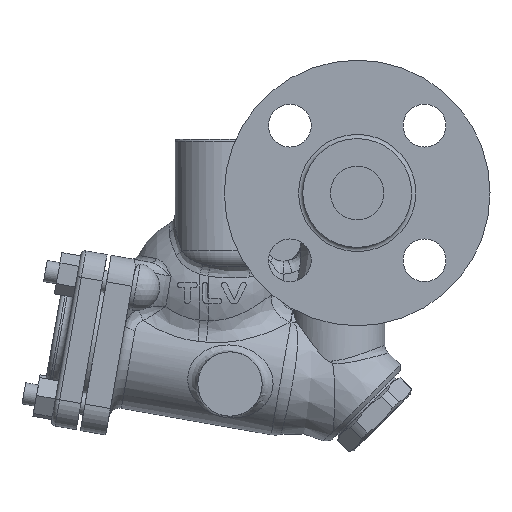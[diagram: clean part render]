
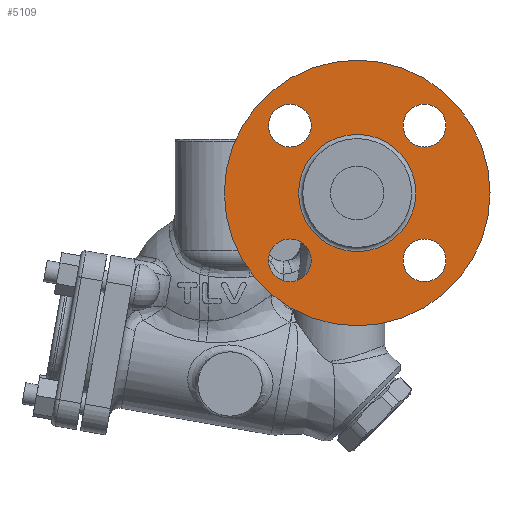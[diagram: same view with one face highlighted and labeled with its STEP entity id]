
A CAD part, front view. The second image highlights one B-rep face of the part: STEP entity #5109.
In plain terms, the highlighted planar face has unit normal (0, -1, 0).
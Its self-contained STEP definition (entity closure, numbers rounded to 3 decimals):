
#931=PLANE('',#5661);
#1030=FACE_BOUND('',#1768,.T.);
#1031=FACE_BOUND('',#1769,.T.);
#1032=FACE_BOUND('',#1770,.T.);
#1033=FACE_BOUND('',#1771,.T.);
#1034=FACE_BOUND('',#1772,.T.);
#1351=FACE_OUTER_BOUND('',#1767,.T.);
#1767=EDGE_LOOP('',(#4681));
#1768=EDGE_LOOP('',(#4682));
#1769=EDGE_LOOP('',(#4683));
#1770=EDGE_LOOP('',(#4684));
#1771=EDGE_LOOP('',(#4685));
#1772=EDGE_LOOP('',(#4686));
#2038=CIRCLE('',#5645,62.);
#2041=CIRCLE('',#5651,10.);
#2042=CIRCLE('',#5653,10.);
#2043=CIRCLE('',#5655,10.);
#2044=CIRCLE('',#5657,10.);
#2046=CIRCLE('',#5662,27.36);
#2526=VERTEX_POINT('',#11712);
#2529=VERTEX_POINT('',#11721);
#2530=VERTEX_POINT('',#11724);
#2531=VERTEX_POINT('',#11727);
#2532=VERTEX_POINT('',#11730);
#2534=VERTEX_POINT('',#11737);
#3245=EDGE_CURVE('',#2526,#2526,#2038,.T.);
#3248=EDGE_CURVE('',#2529,#2529,#2041,.T.);
#3249=EDGE_CURVE('',#2530,#2530,#2042,.T.);
#3250=EDGE_CURVE('',#2531,#2531,#2043,.T.);
#3251=EDGE_CURVE('',#2532,#2532,#2044,.T.);
#3253=EDGE_CURVE('',#2534,#2534,#2046,.T.);
#4681=ORIENTED_EDGE('',*,*,#3245,.F.);
#4682=ORIENTED_EDGE('',*,*,#3251,.T.);
#4683=ORIENTED_EDGE('',*,*,#3250,.T.);
#4684=ORIENTED_EDGE('',*,*,#3249,.T.);
#4685=ORIENTED_EDGE('',*,*,#3248,.T.);
#4686=ORIENTED_EDGE('',*,*,#3253,.F.);
#5109=ADVANCED_FACE('',(#1351,#1030,#1031,#1032,#1033,#1034),#931,.T.);
#5645=AXIS2_PLACEMENT_3D('',#11713,#6970,#6971);
#5651=AXIS2_PLACEMENT_3D('',#11722,#6982,#6983);
#5653=AXIS2_PLACEMENT_3D('',#11725,#6986,#6987);
#5655=AXIS2_PLACEMENT_3D('',#11728,#6990,#6991);
#5657=AXIS2_PLACEMENT_3D('',#11731,#6994,#6995);
#5661=AXIS2_PLACEMENT_3D('',#11736,#7002,#7003);
#5662=AXIS2_PLACEMENT_3D('',#11738,#7004,#7005);
#6970=DIRECTION('center_axis',(0.,1.,0.));
#6971=DIRECTION('ref_axis',(1.,0.,0.));
#6982=DIRECTION('center_axis',(0.,1.,0.));
#6983=DIRECTION('ref_axis',(0.,0.,
1.));
#6986=DIRECTION('center_axis',(0.,1.,0.));
#6987=DIRECTION('ref_axis',(-1.,0.,0.));
#6990=DIRECTION('center_axis',(0.,1.,0.));
#6991=DIRECTION('ref_axis',(0.,0.,-1.));
#6994=DIRECTION('center_axis',(0.,1.,0.));
#6995=DIRECTION('ref_axis',(1.,0.,0.));
#7002=DIRECTION('center_axis',(0.,-1.,0.));
#7003=DIRECTION('ref_axis',(0.,0.,-1.));
#7004=DIRECTION('center_axis',(0.,-1.,0.));
#7005=DIRECTION('ref_axis',(0.,0.,1.));
#11712=CARTESIAN_POINT('',(122.,-91.4,132.));
#11713=CARTESIAN_POINT('Origin',(122.,-91.4,70.));
#11721=CARTESIAN_POINT('',(90.569,-91.4,111.431));
#11722=CARTESIAN_POINT('Origin',(90.569,-91.4,101.431));
#11724=CARTESIAN_POINT('',(80.569,-91.4,38.569));
#11725=CARTESIAN_POINT('Origin',(90.569,-91.4,38.569));
#11727=CARTESIAN_POINT('',(153.431,-91.4,28.569));
#11728=CARTESIAN_POINT('Origin',(153.431,-91.4,38.569));
#11730=CARTESIAN_POINT('',(163.431,-91.4,101.431));
#11731=CARTESIAN_POINT('Origin',(153.431,-91.4,101.431));
#11736=CARTESIAN_POINT('Origin',(122.,-91.4,132.));
#11737=CARTESIAN_POINT('',(122.,-91.4,42.64));
#11738=CARTESIAN_POINT('Origin',(122.,-91.4,70.));
